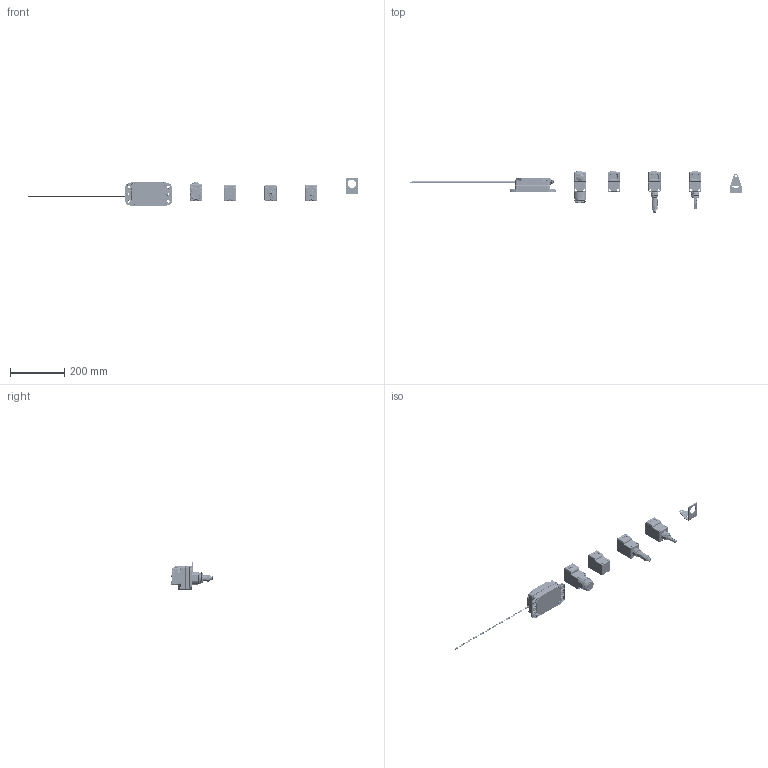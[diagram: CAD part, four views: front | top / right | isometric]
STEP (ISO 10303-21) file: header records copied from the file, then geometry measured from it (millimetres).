
FILE_DESCRIPTION((''),'2;1');
FILE_NAME('218785_ASM','2020-09-14T14:02:45',('PDMAdmin'),('BANNER ENGINEERING'),'CREO PARAMETRIC BY PTC INC, 2019292','CREO PARAMETRIC BY PTC INC, 2019292','');
FILE_SCHEMA(('CONFIG_CONTROL_DESIGN'));
Products named in the file (75): 198081_AF1; IUC_0420-1; 198081_AF0_ASM; 209829_AF1; 207114_AF0_ASM; 205703-DISPLAY; 152806_AF0; 46870_AF1; 46870_PIN_AF0; 46870_PIN_AF1; 46870_PIN_AF2; 46870_PIN_AF3; 46870_AF0_ASM; 153281; 152281_WIRE1; 126151; 149193; 191913_AF0_ASM; 150169_AF0; 41089_AF0; 137076_LEADS; 150171; 150172; 137076_AF0_ASM; 206469; 207447_ASM; 165145; 165144_AF0; 179857_ASM; 159269; 179858_ASM; 212481; 14840; 35813; 160408_ASM; 207122; 180484; 135859; 134803_SOFT_PVC; 134803_MATCHING_LAYER ...
Assembly tree (106 placements, depth 5):
  218785_ASM
    207447_ASM
      198081_AF0_ASM
        198081_AF1
        IUC_0420-1  x2
      207114_AF0_ASM
        209829_AF1
      205703-DISPLAY
      191913_AF0_ASM
        152806_AF0
        46870_AF0_ASM
          46870_AF1
          46870_PIN_AF0
          46870_PIN_AF1
          46870_PIN_AF2
          46870_PIN_AF3
        153281
        152281_WIRE1  x4
        126151
        149193
      137076_AF0_ASM
        150169_AF0
        41089_AF0
        137076_LEADS
        150171
        150172
      206469  x4
    207210_ASM
      165145
      179858_ASM
        179857_ASM
          165144_AF0
        159269
      160408_ASM
        212481
        14840
        35813
      207122
      180484
      134803_ASSY_ASM
        135859
        134803_SOFT_PVC
        134803_MATCHING_LAYER
        134803_PIEZO
        134803_SHIELD
        134803_URETHANE_ISOLATION
        134803_BACKING
        134803_BACKFILL
        138761_AF2
      48355  x4
    208359_ASM
      207123_ASM
        207110_ASM
          204213_AF0
        160408_ASM
          212481
          14840
          35813
        56957
        09222
Bounding box: 1225.32 x 158.08 x 106.49 mm (x, y, z)
Volume: 544061.3 mm3; surface area: 385878.5 mm2
Topology: 95 solids, 95 shells, 6963 faces, 17833 edges, 11176 vertices
Faces by surface type: cylinder 2799, plane 2174, bspline 746, cone 559, torus 407, sphere 274, extrusion 4
Entity records: 206759 total; most frequent: CARTESIAN_POINT 113678, ORIENTED_EDGE 19948, DIRECTION 17951, EDGE_CURVE 9974, AXIS2_PLACEMENT_3D 6683, VERTEX_POINT 6238, VECTOR 4585, LINE 4581
